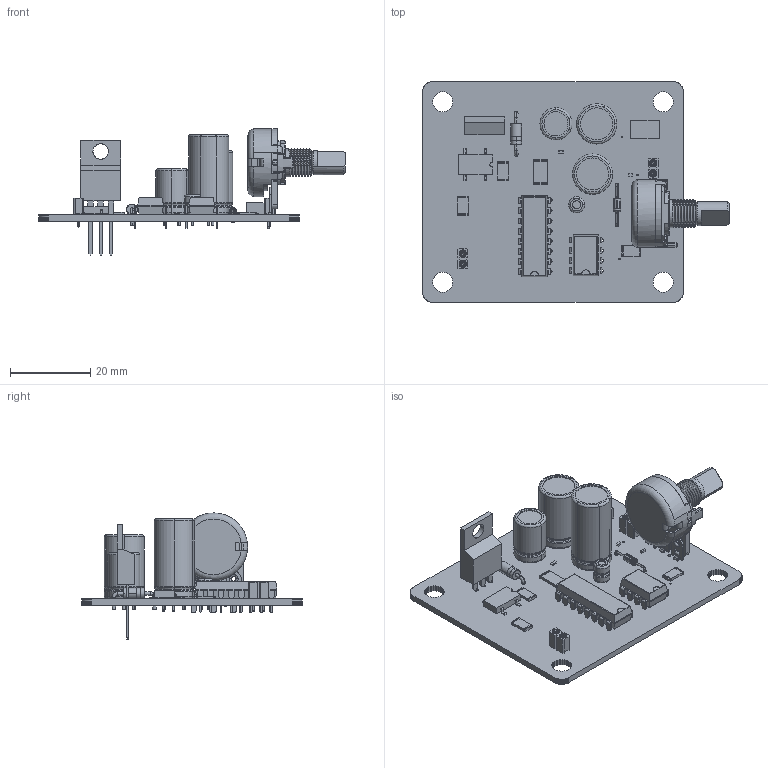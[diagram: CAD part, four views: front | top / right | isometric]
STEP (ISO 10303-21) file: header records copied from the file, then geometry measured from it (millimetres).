
FILE_DESCRIPTION(('PCB Model'),'2;1');
FILE_NAME('shem_model_new_4_inv.STEP','2020-05-29T03:18:52',('燴僽樥'),( 'Unspecified'),'Open CASCADE STEP processor 6.8','Proteus','Unknown' );
FILE_SCHEMA(('AUTOMOTIVE_DESIGN { 1 0 10303 214 1 1 1 1 }'));
Length unit declared in the file: millimetre
Products named in the file (80): Open CASCADE STEP translator 6.8 1; Layer_1; J8; Open CASCADE STEP translator 6.8 1.2.1; Body_1; R3; Open CASCADE STEP translator 6.8 1.3.1; Pin_1; Pin_2; J1; Open CASCADE STEP translator 6.8 1.4.1; RV1; Open CASCADE STEP translator 6.8 1.5.1; U1; Open CASCADE STEP translator 6.8 1.6.1; C6; Open CASCADE STEP translator 6.8 1.7.1; C8; Open CASCADE STEP translator 6.8 1.8.1; C4; Open CASCADE STEP translator 6.8 1.9.1; 555; Open CASCADE STEP translator 6.8 1.10.1; BR1; Open CASCADE STEP translator 6.8 1.11.1; Pin_3; Pin_4; D1; Open CASCADE STEP translator 6.8 1.12.1; C1; Open CASCADE STEP translator 6.8 1.13.1; C3; Open CASCADE STEP translator 6.8 1.14.1; R5; Open CASCADE STEP translator 6.8 1.15.1; D2; Open CASCADE STEP translator 6.8 1.16.1; Q1; Open CASCADE STEP translator 6.8 1.17.1; R2 ...
Assembly tree (84 placements, depth 5):
  Open CASCADE STEP translator 6.8 1
    Layer_1
    J8
      Open CASCADE STEP translator 6.8 1.2.1
        Body_1
    R3
      Open CASCADE STEP translator 6.8 1.3.1
        Body_1
        Pin_1
        Pin_2
    J1
      Open CASCADE STEP translator 6.8 1.4.1
        Body_1
    RV1
      Open CASCADE STEP translator 6.8 1.5.1
        Body_1
          (unnamed)
          (unnamed)
          (unnamed)
          (unnamed)  x3
          (unnamed)
          (unnamed)
    U1
      Open CASCADE STEP translator 6.8 1.6.1
        Body_1
    C6
      Open CASCADE STEP translator 6.8 1.7.1
        Body_1
    C8
      Open CASCADE STEP translator 6.8 1.8.1
        Body_1
    C4
      Open CASCADE STEP translator 6.8 1.9.1
        Body_1
    555
      Open CASCADE STEP translator 6.8 1.10.1
        Body_1
    BR1
      Open CASCADE STEP translator 6.8 1.11.1
        Body_1
        Pin_1
        Pin_2
        Pin_3
        Pin_4
    D1
      Open CASCADE STEP translator 6.8 1.12.1
        Body_1
    C1
      Open CASCADE STEP translator 6.8 1.13.1
        Body_1
    C3
      Open CASCADE STEP translator 6.8 1.14.1
        Body_1
        Pin_1
        Pin_2
    R5
      Open CASCADE STEP translator 6.8 1.15.1
        Body_1
        Pin_1
        Pin_2
Bounding box: 76.5 x 55 x 31.45 mm (x, y, z)
Volume: 11910.4 mm3; surface area: 15305.4 mm2
Topology: 47 solids, 47 shells, 2147 faces, 5780 edges, 3772 vertices
Faces by surface type: plane 1159, cylinder 609, torus 211, cone 84, bspline 76, sphere 8
Entity records: 73623 total; most frequent: CARTESIAN_POINT 17132, ORIENTED_EDGE 9804, DIRECTION 9295, EDGE_CURVE 4902, VERTEX_POINT 3252, AXIS2_PLACEMENT_3D 3136, LINE 3023, VECTOR 3023
